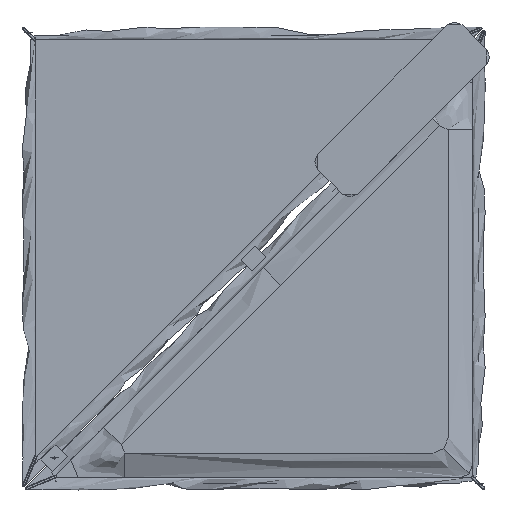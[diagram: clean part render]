
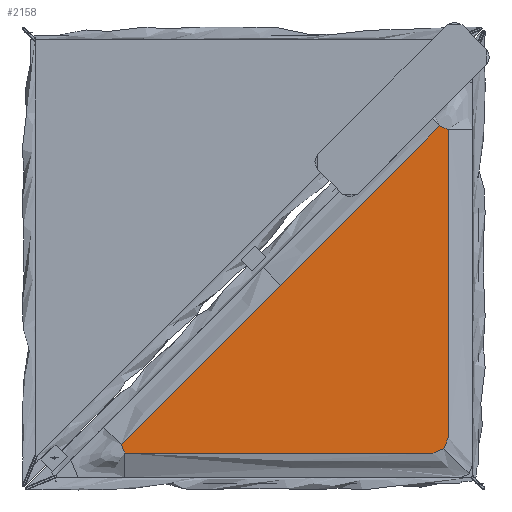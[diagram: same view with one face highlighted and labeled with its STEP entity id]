
A CAD part, top view. The second image highlights one B-rep face of the part: STEP entity #2158.
In plain terms, the highlighted planar face has unit normal (0, 0, 1).
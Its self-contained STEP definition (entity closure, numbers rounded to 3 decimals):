
#2158=ADVANCED_FACE('',(#4104),#31225,.T.);
#4104=FACE_OUTER_BOUND('',#6067,.T.);
#6067=EDGE_LOOP('',(#15119,#15120,#15121,#15122,#15123,#15124,#15125,#15126));
#15119=ORIENTED_EDGE('',*,*,#20703,.T.);
#15120=ORIENTED_EDGE('',*,*,#20704,.T.);
#15121=ORIENTED_EDGE('',*,*,#20705,.T.);
#15122=ORIENTED_EDGE('',*,*,#20728,.T.);
#15123=ORIENTED_EDGE('',*,*,#20742,.T.);
#15124=ORIENTED_EDGE('',*,*,#20670,.F.);
#15125=ORIENTED_EDGE('',*,*,#20656,.T.);
#15126=ORIENTED_EDGE('',*,*,#20706,.T.);
#20656=EDGE_CURVE('',#28992,#28993,#26051,.T.);
#20670=EDGE_CURVE('',#28992,#29020,#26065,.T.);
#20703=EDGE_CURVE('',#29019,#29018,#26098,.T.);
#20704=EDGE_CURVE('',#29018,#29061,#26099,.T.);
#20705=EDGE_CURVE('',#29061,#29062,#26100,.T.);
#20706=EDGE_CURVE('',#28993,#29019,#26101,.T.);
#20728=EDGE_CURVE('',#29062,#29063,#26122,.T.);
#20742=EDGE_CURVE('',#29063,#29020,#26136,.T.);
#26051=B_SPLINE_CURVE_WITH_KNOTS('',4,(#96249,#96250,#96251,#96252,#96253,
#96254,#96255,#96256,#96257,#96258,#96259,#96260,#96261,#96262,#96263,#96264,
#96265,#96266,#96267,#96268,#96269,#96270,#96271),.UNSPECIFIED.,.F.,.F.,
(5,2,2,2,2,2,2,2,2,2,5),(0.,0.062,0.125,0.25,
0.375,0.5,0.625,0.75,
0.875,0.937,1.),.UNSPECIFIED.);
#26065=B_SPLINE_CURVE_WITH_KNOTS('',3,(#96412,#96413,#96414,#96415),
 .UNSPECIFIED.,.F.,.F.,(4,4),(-440.855,0.),.UNSPECIFIED.);
#26098=B_SPLINE_CURVE_WITH_KNOTS('',3,(#96559,#96560,#96561,#96562,#96563,
#96564,#96565,#96566,#96567,#96568,#96569,#96570),.UNSPECIFIED.,.F.,.F.,
(4,2,2,2,2,4),(0.,0.125,0.187,0.25,
0.5,1.),.UNSPECIFIED.);
#26099=B_SPLINE_CURVE_WITH_KNOTS('',3,(#96571,#96572,#96573,#96574,#96575,
#96576,#96577,#96578,#96579,#96580,#96581,#96582),.UNSPECIFIED.,.F.,.F.,
(4,2,2,2,2,4),(0.,0.5,0.75,
0.813,0.875,1.),.UNSPECIFIED.);
#26100=B_SPLINE_CURVE_WITH_KNOTS('',3,(#96583,#96584,#96585,#96586),
 .UNSPECIFIED.,.F.,.F.,(4,4),(0.,1.),.UNSPECIFIED.);
#26101=B_SPLINE_CURVE_WITH_KNOTS('',3,(#96587,#96588,#96589,#96590),
 .UNSPECIFIED.,.F.,.F.,(4,4),(0.,1.),.UNSPECIFIED.);
#26122=B_SPLINE_CURVE_WITH_KNOTS('',4,(#96876,#96877,#96878,#96879,#96880,
#96881,#96882,#96883,#96884,#96885,#96886,#96887,#96888,#96889,#96890,#96891,
#96892,#96893,#96894,#96895,#96896,#96897,#96898),.UNSPECIFIED.,.F.,.F.,
(5,2,2,2,2,2,2,2,2,2,5),(0.,0.062,0.125,0.25,
0.375,0.5,0.625,0.75,
0.875,0.937,1.),.UNSPECIFIED.);
#26136=B_SPLINE_CURVE_WITH_KNOTS('',3,(#97011,#97012,#97013,#97014),
 .UNSPECIFIED.,.F.,.F.,(4,4),(-440.855,0.),.UNSPECIFIED.);
#28992=VERTEX_POINT('',#95939);
#28993=VERTEX_POINT('',#95940);
#29018=VERTEX_POINT('',#95965);
#29019=VERTEX_POINT('',#95966);
#29020=VERTEX_POINT('',#95967);
#29061=VERTEX_POINT('',#96008);
#29062=VERTEX_POINT('',#96009);
#29063=VERTEX_POINT('',#96010);
#31225=PLANE('',#31837);
#31837=AXIS2_PLACEMENT_3D('',#87641,#32433,$);
#32433=DIRECTION('',(0.,0.,1.));
#87641=CARTESIAN_POINT('',(898.934,-128.61,51.508));
#95939=CARTESIAN_POINT('',(193.416,-820.177,51.508));
#95940=CARTESIAN_POINT('',(200.487,-837.248,51.508));
#95965=CARTESIAN_POINT('',(825.149,-828.461,51.508));
#95966=CARTESIAN_POINT('',(803.936,-837.247,51.508));
#95967=CARTESIAN_POINT('',(505.141,-508.453,51.508));
#96008=CARTESIAN_POINT('',(833.935,-807.248,51.508));
#96009=CARTESIAN_POINT('',(833.936,-203.799,51.508));
#96010=CARTESIAN_POINT('',(816.865,-196.728,51.508));
#96249=CARTESIAN_POINT('',(193.416,-820.177,51.508));
#96250=CARTESIAN_POINT('',(193.156,-820.437,51.508));
#96251=CARTESIAN_POINT('',(192.908,-820.711,51.508));
#96252=CARTESIAN_POINT('',(192.441,-821.281,51.508));
#96253=CARTESIAN_POINT('',(192.031,-821.893,51.508));
#96254=CARTESIAN_POINT('',(191.462,-822.842,51.508));
#96255=CARTESIAN_POINT('',(191.037,-823.867,51.508));
#96256=CARTESIAN_POINT('',(190.606,-825.283,51.508));
#96257=CARTESIAN_POINT('',(190.464,-826.756,51.508));
#96258=CARTESIAN_POINT('',(190.465,-828.235,51.508));
#96259=CARTESIAN_POINT('',(190.752,-829.687,51.508));
#96260=CARTESIAN_POINT('',(191.179,-831.104,51.508));
#96261=CARTESIAN_POINT('',(191.879,-832.407,51.508));
#96262=CARTESIAN_POINT('',(192.702,-833.637,51.508));
#96263=CARTESIAN_POINT('',(193.748,-834.684,51.508));
#96264=CARTESIAN_POINT('',(194.89,-835.624,51.508));
#96265=CARTESIAN_POINT('',(196.196,-836.321,51.508));
#96266=CARTESIAN_POINT('',(197.221,-836.746,51.508));
#96267=CARTESIAN_POINT('',(198.294,-837.014,51.508));
#96268=CARTESIAN_POINT('',(199.017,-837.158,51.508));
#96269=CARTESIAN_POINT('',(199.751,-837.23,51.508));
#96270=CARTESIAN_POINT('',(200.119,-837.248,51.508));
#96271=CARTESIAN_POINT('',(200.487,-837.248,51.508));
#96412=CARTESIAN_POINT('',(193.416,-820.177,51.508));
#96413=CARTESIAN_POINT('',(297.324,-716.269,51.508));
#96414=CARTESIAN_POINT('',(401.232,-612.361,51.508));
#96415=CARTESIAN_POINT('',(505.141,-508.453,51.508));
#96559=CARTESIAN_POINT('',(803.936,-837.247,51.508));
#96560=CARTESIAN_POINT('',(805.027,-837.24,51.508));
#96561=CARTESIAN_POINT('',(806.008,-837.193,51.508));
#96562=CARTESIAN_POINT('',(807.315,-837.063,51.508));
#96563=CARTESIAN_POINT('',(807.846,-836.998,51.508));
#96564=CARTESIAN_POINT('',(808.816,-836.852,51.508));
#96565=CARTESIAN_POINT('',(809.302,-836.767,51.508));
#96566=CARTESIAN_POINT('',(811.733,-836.281,51.508));
#96567=CARTESIAN_POINT('',(813.6,-835.714,51.508));
#96568=CARTESIAN_POINT('',(819.05,-833.46,51.508));
#96569=CARTESIAN_POINT('',(822.366,-831.244,51.508));
#96570=CARTESIAN_POINT('',(825.149,-828.461,51.508));
#96571=CARTESIAN_POINT('',(825.149,-828.461,51.508));
#96572=CARTESIAN_POINT('',(827.931,-825.678,51.508));
#96573=CARTESIAN_POINT('',(830.148,-822.362,51.508));
#96574=CARTESIAN_POINT('',(832.401,-816.912,51.508));
#96575=CARTESIAN_POINT('',(832.969,-815.045,51.508));
#96576=CARTESIAN_POINT('',(833.455,-812.614,51.508));
#96577=CARTESIAN_POINT('',(833.54,-812.129,51.508));
#96578=CARTESIAN_POINT('',(833.686,-811.158,51.508));
#96579=CARTESIAN_POINT('',(833.751,-810.627,51.508));
#96580=CARTESIAN_POINT('',(833.881,-809.321,51.508));
#96581=CARTESIAN_POINT('',(833.928,-808.34,51.508));
#96582=CARTESIAN_POINT('',(833.935,-807.248,51.508));
#96583=CARTESIAN_POINT('',(833.935,-807.248,51.508));
#96584=CARTESIAN_POINT('',(833.935,-606.099,51.508));
#96585=CARTESIAN_POINT('',(833.936,-404.949,51.508));
#96586=CARTESIAN_POINT('',(833.936,-203.799,51.508));
#96587=CARTESIAN_POINT('',(200.487,-837.248,51.508));
#96588=CARTESIAN_POINT('',(401.637,-837.248,51.508));
#96589=CARTESIAN_POINT('',(602.786,-837.248,51.508));
#96590=CARTESIAN_POINT('',(803.936,-837.247,51.508));
#96876=CARTESIAN_POINT('',(833.936,-203.799,51.508));
#96877=CARTESIAN_POINT('',(833.936,-203.431,51.508));
#96878=CARTESIAN_POINT('',(833.918,-203.063,51.508));
#96879=CARTESIAN_POINT('',(833.845,-202.33,51.508));
#96880=CARTESIAN_POINT('',(833.702,-201.606,51.508));
#96881=CARTESIAN_POINT('',(833.434,-200.534,51.508));
#96882=CARTESIAN_POINT('',(833.009,-199.508,51.508));
#96883=CARTESIAN_POINT('',(832.312,-198.202,51.508));
#96884=CARTESIAN_POINT('',(831.372,-197.06,51.508));
#96885=CARTESIAN_POINT('',(830.325,-196.015,51.508));
#96886=CARTESIAN_POINT('',(829.095,-195.191,51.508));
#96887=CARTESIAN_POINT('',(827.792,-194.491,51.508));
#96888=CARTESIAN_POINT('',(826.375,-194.064,51.508));
#96889=CARTESIAN_POINT('',(824.923,-193.777,51.508));
#96890=CARTESIAN_POINT('',(823.443,-193.776,51.508));
#96891=CARTESIAN_POINT('',(821.971,-193.919,51.508));
#96892=CARTESIAN_POINT('',(820.555,-194.349,51.508));
#96893=CARTESIAN_POINT('',(819.529,-194.774,51.508));
#96894=CARTESIAN_POINT('',(818.581,-195.343,51.508));
#96895=CARTESIAN_POINT('',(817.968,-195.753,51.508));
#96896=CARTESIAN_POINT('',(817.398,-196.221,51.508));
#96897=CARTESIAN_POINT('',(817.125,-196.468,51.508));
#96898=CARTESIAN_POINT('',(816.865,-196.728,51.508));
#97011=CARTESIAN_POINT('',(816.865,-196.728,51.508));
#97012=CARTESIAN_POINT('',(712.957,-300.637,51.508));
#97013=CARTESIAN_POINT('',(609.049,-404.545,51.508));
#97014=CARTESIAN_POINT('',(505.141,-508.453,51.508));
